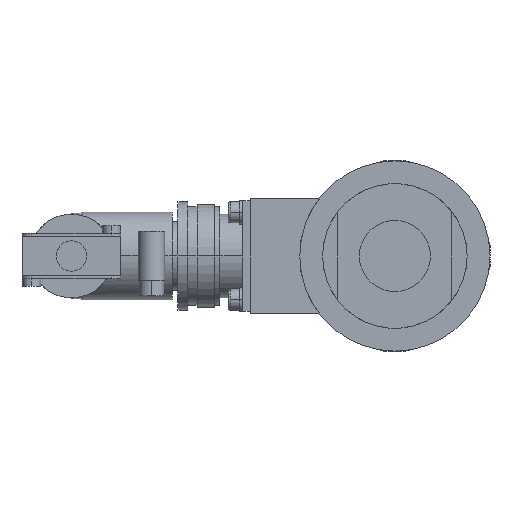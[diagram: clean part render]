
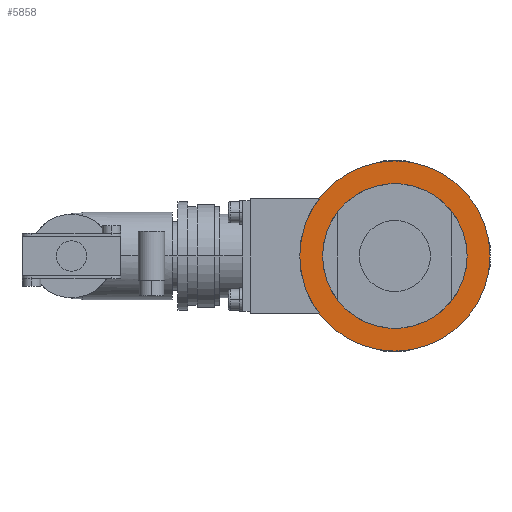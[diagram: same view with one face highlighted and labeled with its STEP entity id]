
A CAD part, left-side view. The second image highlights one B-rep face of the part: STEP entity #5858.
In plain terms, the highlighted face is planar.
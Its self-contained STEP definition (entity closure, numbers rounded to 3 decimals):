
#3792=CARTESIAN_POINT('',(26.0,19.0,0.0));
#3793=VERTEX_POINT('',#3792);
#3802=CARTESIAN_POINT('',(26.0,-19.0,0.));
#3803=VERTEX_POINT('',#3802);
#3804=CARTESIAN_POINT('',(26.0,0.0,0.0));
#3805=DIRECTION('',(1.0,0.0,0.0));
#3806=DIRECTION('',(0.0,1.0,0.0));
#3807=AXIS2_PLACEMENT_3D('',#3804,#3805,#3806);
#3808=CIRCLE('',#3807,19.0);
#3809=EDGE_CURVE('',#3793,#3803,#3808,.T.);
#4213=CARTESIAN_POINT('',(26.0,25.0,0.0));
#4214=VERTEX_POINT('',#4213);
#4223=CARTESIAN_POINT('',(26.0,-25.0,0.));
#4224=VERTEX_POINT('',#4223);
#4225=CARTESIAN_POINT('',(26.0,0.0,0.0));
#4226=DIRECTION('',(1.0,0.0,0.0));
#4227=DIRECTION('',(0.0,1.0,0.0));
#4228=AXIS2_PLACEMENT_3D('',#4225,#4226,#4227);
#4229=CIRCLE('',#4228,25.0);
#4230=EDGE_CURVE('',#4224,#4214,#4229,.T.);
#5771=CARTESIAN_POINT('',(26.0,0.0,0.0));
#5772=DIRECTION('',(1.0,0.0,0.0));
#5773=DIRECTION('',(0.0,1.0,0.0));
#5774=AXIS2_PLACEMENT_3D('',#5771,#5772,#5773);
#5775=CIRCLE('',#5774,25.0);
#5776=EDGE_CURVE('',#4214,#4224,#5775,.T.);
#5808=CARTESIAN_POINT('',(26.0,0.0,0.0));
#5809=DIRECTION('',(1.0,0.0,0.0));
#5810=DIRECTION('',(0.0,1.0,0.0));
#5811=AXIS2_PLACEMENT_3D('',#5808,#5809,#5810);
#5812=CIRCLE('',#5811,19.0);
#5813=EDGE_CURVE('',#3803,#3793,#5812,.T.);
#5845=CARTESIAN_POINT('',(26.0,22.0,0.0));
#5846=DIRECTION('',(1.0,0.0,0.0));
#5847=DIRECTION('',(0.0,0.0,-1.0));
#5848=AXIS2_PLACEMENT_3D('',#5845,#5846,#5847);
#5849=PLANE('',#5848);
#5850=ORIENTED_EDGE('',*,*,#5776,.T.);
#5851=ORIENTED_EDGE('',*,*,#4230,.T.);
#5852=EDGE_LOOP('',(#5850,#5851));
#5853=FACE_OUTER_BOUND('',#5852,.T.);
#5854=ORIENTED_EDGE('',*,*,#3809,.F.);
#5855=ORIENTED_EDGE('',*,*,#5813,.F.);
#5856=EDGE_LOOP('',(#5854,#5855));
#5857=FACE_BOUND('',#5856,.T.);
#5858=ADVANCED_FACE('',(#5853,#5857),#5849,.T.);
